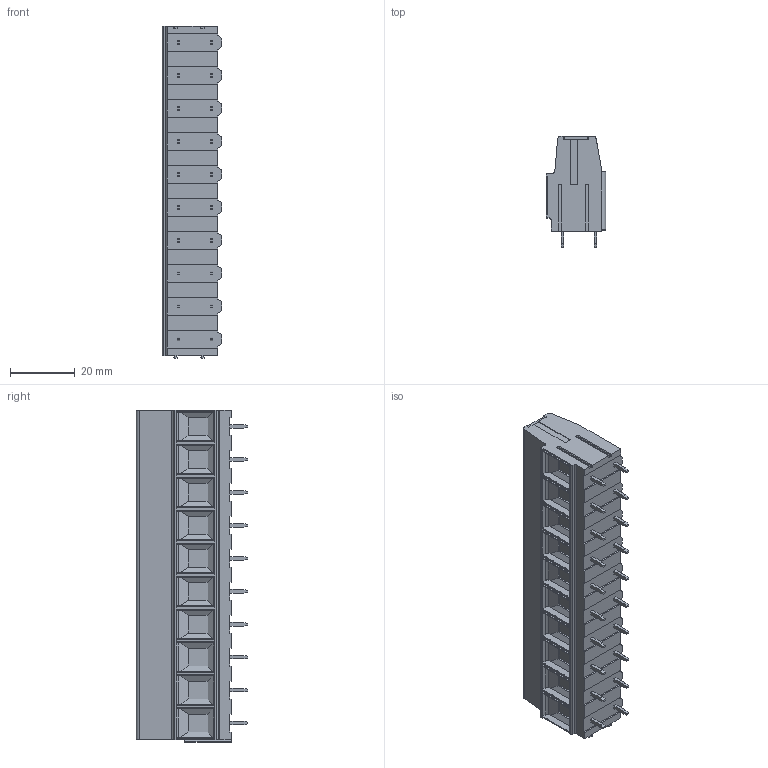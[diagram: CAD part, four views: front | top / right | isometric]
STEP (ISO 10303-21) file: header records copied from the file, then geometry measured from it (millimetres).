
FILE_DESCRIPTION((''),'2;1');
FILE_NAME('TL802','2024-12-06T',('yanfa'),(''),'PRO/ENGINEER BY PARAMETRIC TECHNOLOGY CORPORATION, 2009280','PRO/ENGINEER BY PARAMETRIC TECHNOLOGY CORPORATION, 2009280','');
FILE_SCHEMA(('AUTOMOTIVE_DESIGN_CC2 { 1 2 10303 214 -1 1 5 2 }'));
Length unit declared in the file: millimetre
Products named in the file (1): TL802
Bounding box: 18.4 x 34.3 x 102.35 mm (x, y, z)
Volume: 40947 mm3; surface area: 14021.4 mm2
Topology: 1 solids, 1 shells, 894 faces, 2329 edges, 1506 vertices
Faces by surface type: plane 596, cylinder 238, cone 40, torus 20
Entity records: 27444 total; most frequent: CARTESIAN_POINT 5199, ORIENTED_EDGE 4658, DIRECTION 4513, EDGE_CURVE 2329, VECTOR 1733, LINE 1733, VERTEX_POINT 1506, AXIS2_PLACEMENT_3D 1390
